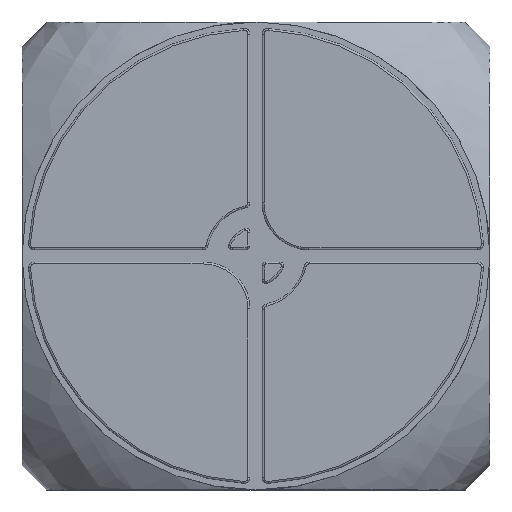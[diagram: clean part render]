
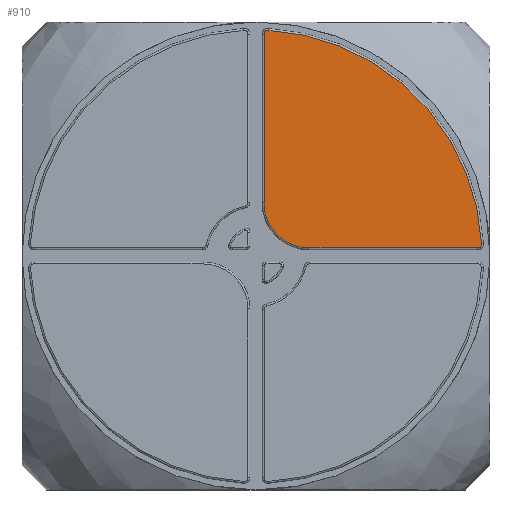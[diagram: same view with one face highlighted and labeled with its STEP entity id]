
A CAD part, top view. The second image highlights one B-rep face of the part: STEP entity #910.
In plain terms, the highlighted planar face has unit normal (0, 0, 1).
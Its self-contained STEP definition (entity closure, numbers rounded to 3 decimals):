
#380=FACE_OUTER_BOUND('',#2607,.T.);
#715=CIRCLE('',#6831,120.709);
#716=CIRCLE('',#6832,2.);
#717=CIRCLE('',#6833,24.);
#718=CIRCLE('',#6834,2.);
#910=ADVANCED_FACE('',(#380),#1260,.F.);
#1260=PLANE('',#6835);
#1542=LINE('',#28834,#2012);
#1543=LINE('',#28838,#2013);
#2012=VECTOR('',#7484,1.);
#2013=VECTOR('',#7487,1.);
#2607=EDGE_LOOP('',(#3443,#3444,#3445,#3446,#3447,#3448));
#3443=ORIENTED_EDGE('',*,*,#5785,.T.);
#3444=ORIENTED_EDGE('',*,*,#5786,.T.);
#3445=ORIENTED_EDGE('',*,*,#5787,.T.);
#3446=ORIENTED_EDGE('',*,*,#5788,.T.);
#3447=ORIENTED_EDGE('',*,*,#5789,.T.);
#3448=ORIENTED_EDGE('',*,*,#5790,.T.);
#5119=VERTEX_POINT('',#28830);
#5120=VERTEX_POINT('',#28831);
#5121=VERTEX_POINT('',#28833);
#5122=VERTEX_POINT('',#28835);
#5123=VERTEX_POINT('',#28837);
#5124=VERTEX_POINT('',#28839);
#5785=EDGE_CURVE('',#5119,#5120,#715,.T.);
#5786=EDGE_CURVE('',#5120,#5121,#716,.T.);
#5787=EDGE_CURVE('',#5121,#5122,#1542,.T.);
#5788=EDGE_CURVE('',#5122,#5123,#717,.T.);
#5789=EDGE_CURVE('',#5123,#5124,#1543,.T.);
#5790=EDGE_CURVE('',#5124,#5119,#718,.T.);
#6831=AXIS2_PLACEMENT_3D('',#28829,#7480,#7481);
#6832=AXIS2_PLACEMENT_3D('',#28832,#7482,#7483);
#6833=AXIS2_PLACEMENT_3D('',#28836,#7485,#7486);
#6834=AXIS2_PLACEMENT_3D('',#28840,#7488,#7489);
#6835=AXIS2_PLACEMENT_3D('',#28841,#7490,#7491);
#7480=DIRECTION('',(0.,0.,1.));
#7481=DIRECTION('',(-1.,0.,0.));
#7482=DIRECTION('',(0.,0.,1.));
#7483=DIRECTION('',(-1.,0.,0.));
#7484=DIRECTION('',(0.,-1.,0.));
#7485=DIRECTION('',(0.,0.,1.));
#7486=DIRECTION('',(-1.,0.,0.));
#7487=DIRECTION('',(1.,0.,0.));
#7488=DIRECTION('',(0.,0.,1.));
#7489=DIRECTION('',(-1.,0.,0.));
#7490=DIRECTION('',(0.,0.,-1.));
#7491=DIRECTION('',(1.,0.,0.));
#28829=CARTESIAN_POINT('',(489.339,0.,55.92));
#28830=CARTESIAN_POINT('',(609.878,6.395,55.92));
#28831=CARTESIAN_POINT('',(495.734,120.54,55.92));
#28832=CARTESIAN_POINT('',(495.628,118.542,55.92));
#28833=CARTESIAN_POINT('',(493.628,118.542,55.92));
#28834=CARTESIAN_POINT('',(493.628,0.,55.92));
#28835=CARTESIAN_POINT('',(493.628,28.289,55.92));
#28836=CARTESIAN_POINT('',(517.628,28.289,55.92));
#28837=CARTESIAN_POINT('',(517.628,4.289,55.92));
#28838=CARTESIAN_POINT('',(489.339,4.289,55.92));
#28839=CARTESIAN_POINT('',(607.881,4.289,55.92));
#28840=CARTESIAN_POINT('',(607.881,6.289,55.92));
#28841=CARTESIAN_POINT('',(489.339,0.,55.92));
